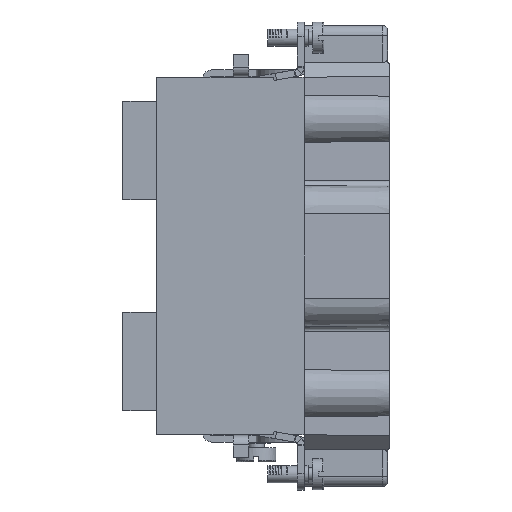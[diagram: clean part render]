
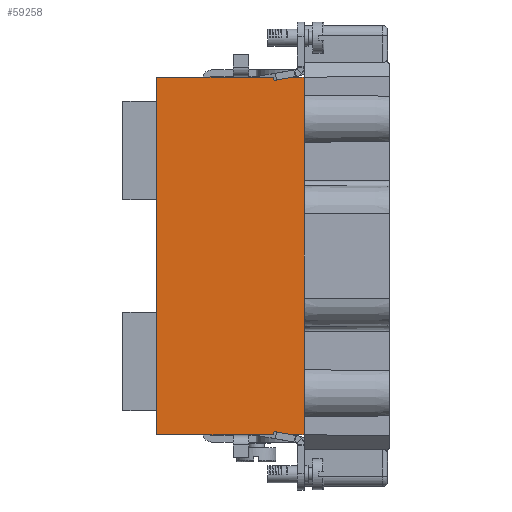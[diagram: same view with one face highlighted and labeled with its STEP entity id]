
A CAD part, left-side view. The second image highlights one B-rep face of the part: STEP entity #59258.
In plain terms, the highlighted planar face has unit normal (-1, 0, 0).
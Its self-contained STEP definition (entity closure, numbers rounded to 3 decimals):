
#4118=DIRECTION('',(0.,0.,1.));
#4119=VECTOR('',#4118,63.5);
#4120=CARTESIAN_POINT('',(-16.9,26.2,-31.75));
#4121=LINE('',#4120,#4119);
#12568=DIRECTION('',(0.,-1.,0.));
#12569=VECTOR('',#12568,20.746);
#12570=CARTESIAN_POINT('',(-16.9,26.2,-31.75));
#12571=LINE('',#12570,#12569);
#12588=DIRECTION('',(0.,-1.,0.));
#12589=VECTOR('',#12588,2.118);
#12590=CARTESIAN_POINT('',(-16.9,2.118,-31.75));
#12591=LINE('',#12590,#12589);
#14058=DIRECTION('',(0.,1.,0.));
#14059=VECTOR('',#14058,20.751);
#14060=CARTESIAN_POINT('',(-16.9,5.449,31.75));
#14061=LINE('',#14060,#14059);
#14102=DIRECTION('',(0.,1.,0.));
#14103=VECTOR('',#14102,2.118);
#14104=CARTESIAN_POINT('',(-16.9,0.,31.75));
#14105=LINE('',#14104,#14103);
#14194=DIRECTION('',(0.,0.985,0.174));
#14195=VECTOR('',#14194,3.285);
#14196=CARTESIAN_POINT('',(-16.9,2.118,-31.75));
#14197=LINE('',#14196,#14195);
#14198=DIRECTION('',(0.,-0.174,0.985));
#14199=VECTOR('',#14198,0.579);
#14200=CARTESIAN_POINT('',(-16.9,5.454,-31.75));
#14201=LINE('',#14200,#14199);
#14202=DIRECTION('',(0.,-0.174,-0.985));
#14203=VECTOR('',#14202,0.578);
#14204=CARTESIAN_POINT('',(-16.9,5.449,31.75));
#14205=LINE('',#14204,#14203);
#14206=DIRECTION('',(0.,0.985,-0.174));
#14207=VECTOR('',#14206,3.28);
#14208=CARTESIAN_POINT('',(-16.9,2.118,31.75));
#14209=LINE('',#14208,#14207);
#14210=DIRECTION('',(0.,0.,-1.));
#14211=VECTOR('',#14210,24.25);
#14212=CARTESIAN_POINT('',(-16.9,0.,31.75));
#14213=LINE('',#14212,#14211);
#14214=DIRECTION('',(0.,0.,1.));
#14215=VECTOR('',#14214,15.);
#14216=CARTESIAN_POINT('',(-16.9,0.,-7.5));
#14217=LINE('',#14216,#14215);
#14218=DIRECTION('',(0.,0.,-1.));
#14219=VECTOR('',#14218,24.25);
#14220=CARTESIAN_POINT('',(-16.9,0.,-7.5));
#14221=LINE('',#14220,#14219);
#35686=CARTESIAN_POINT('',(-16.9,0.,-7.5));
#35687=VERTEX_POINT('',#35686);
#35688=CARTESIAN_POINT('',(-16.9,0.,7.5));
#35690=VERTEX_POINT('',#35688);
#36440=CARTESIAN_POINT('',(-16.9,26.2,-31.75));
#36441=CARTESIAN_POINT('',(-16.9,26.2,31.75));
#36442=VERTEX_POINT('',#36440);
#36443=VERTEX_POINT('',#36441);
#36728=CARTESIAN_POINT('',(-16.9,0.,-31.75));
#36729=VERTEX_POINT('',#36728);
#36730=CARTESIAN_POINT('',(-16.9,0.,31.75));
#36731=VERTEX_POINT('',#36730);
#37608=CARTESIAN_POINT('',(-16.9,2.118,31.75));
#37609=CARTESIAN_POINT('',(-16.9,5.348,31.18));
#37610=VERTEX_POINT('',#37608);
#37611=VERTEX_POINT('',#37609);
#37612=CARTESIAN_POINT('',(-16.9,5.449,31.75));
#37613=VERTEX_POINT('',#37612);
#38406=CARTESIAN_POINT('',(-16.9,2.118,-31.75));
#38407=VERTEX_POINT('',#38406);
#38410=CARTESIAN_POINT('',(-16.9,5.454,-31.75));
#38411=VERTEX_POINT('',#38410);
#38416=CARTESIAN_POINT('',(-16.9,5.353,-31.18));
#38417=VERTEX_POINT('',#38416);
#59235=CARTESIAN_POINT('',(-16.9,0.,-31.75));
#59236=DIRECTION('',(-1.,0.,0.));
#59237=DIRECTION('',(0.,0.,1.));
#59238=AXIS2_PLACEMENT_3D('',#59235,#59236,#59237);
#59239=PLANE('',#59238);
#59241=ORIENTED_EDGE('',*,*,#59240,.T.);
#59243=ORIENTED_EDGE('',*,*,#59242,.F.);
#59244=ORIENTED_EDGE('',*,*,#57118,.F.);
#59245=ORIENTED_EDGE('',*,*,#49090,.T.);
#59246=ORIENTED_EDGE('',*,*,#59068,.F.);
#59248=ORIENTED_EDGE('',*,*,#59247,.T.);
#59249=ORIENTED_EDGE('',*,*,#59221,.F.);
#59250=ORIENTED_EDGE('',*,*,#59101,.F.);
#59251=ORIENTED_EDGE('',*,*,#48796,.T.);
#59253=ORIENTED_EDGE('',*,*,#59252,.F.);
#59254=ORIENTED_EDGE('',*,*,#48776,.T.);
#59255=ORIENTED_EDGE('',*,*,#57128,.F.);
#59256=EDGE_LOOP('',(#59241,#59243,#59244,#59245,#59246,#59248,#59249,#59250,
#59251,#59253,#59254,#59255));
#59257=FACE_OUTER_BOUND('',#59256,.F.);
#59258=ADVANCED_FACE('',(#59257),#59239,.T.);
#48776=EDGE_CURVE('',#35687,#36729,#14221,.T.);
#48796=EDGE_CURVE('',#36731,#35690,#14213,.T.);
#49090=EDGE_CURVE('',#36442,#36443,#4121,.T.);
#57118=EDGE_CURVE('',#36442,#38411,#12571,.T.);
#57128=EDGE_CURVE('',#38407,#36729,#12591,.T.);
#59068=EDGE_CURVE('',#37613,#36443,#14061,.T.);
#59101=EDGE_CURVE('',#36731,#37610,#14105,.T.);
#59221=EDGE_CURVE('',#37610,#37611,#14209,.T.);
#59240=EDGE_CURVE('',#38407,#38417,#14197,.T.);
#59242=EDGE_CURVE('',#38411,#38417,#14201,.T.);
#59247=EDGE_CURVE('',#37613,#37611,#14205,.T.);
#59252=EDGE_CURVE('',#35687,#35690,#14217,.T.);
